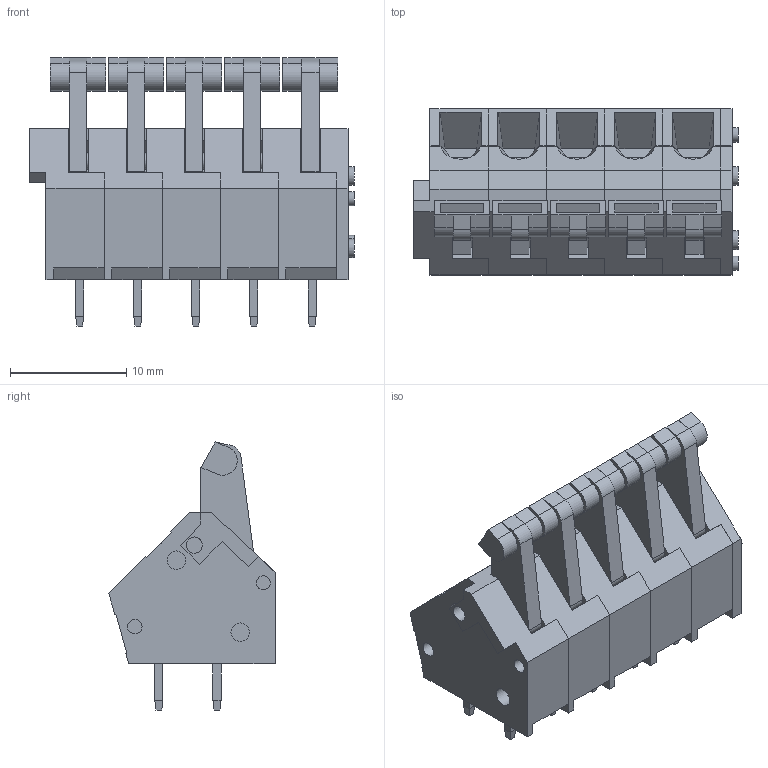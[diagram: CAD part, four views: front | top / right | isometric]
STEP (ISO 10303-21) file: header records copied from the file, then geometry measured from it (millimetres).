
FILE_DESCRIPTION( ( 'Unknown' ), '1' );
FILE_NAME( '691414720005.stp', 'Unknown', ( 'Unknown' ), ( 'Unknown' ), 'PSStep 17.0.49', 'Unknown', ' ' );
FILE_SCHEMA( ( 'AUTOMOTIVE_DESIGN { 1 0 10303 214 1 1 1 1 }' ) );
Length unit declared in the file: millimetre
Products named in the file (7): 6914147200xx_MODULE; 6914147200xx; 6914147200xx_LAME; 6914147200xx_PIN; 6914147200xx_LEVIER; Assem1; 6914147200xx_CAPOT
Assembly tree (10 placements, depth 3):
  Assem1
    6914147200xx_CAPOT
    6914147200xx_MODULE  x5
      6914147200xx
      6914147200xx_LAME
      6914147200xx_PIN
      6914147200xx_LEVIER
Bounding box: 27.9 x 14.3 x 23.08 mm (x, y, z)
Volume: 2555 mm3; surface area: 7096.6 mm2
Topology: 21 solids, 21 shells, 1103 faces, 2903 edges, 1882 vertices
Faces by surface type: plane 833, cylinder 255, bspline 10, cone 5
Full cylindrical faces by diameter (mm): 1.2 x11, 1.25 x11, 1.4 x16, 1.6 x22
Entity records: 9552 total; most frequent: CARTESIAN_POINT 1388, ORIENTED_EDGE 1252, DIRECTION 1236, EDGE_CURVE 626, LINE 510, VECTOR 510, VERTEX_POINT 417, AXIS2_PLACEMENT_3D 363
